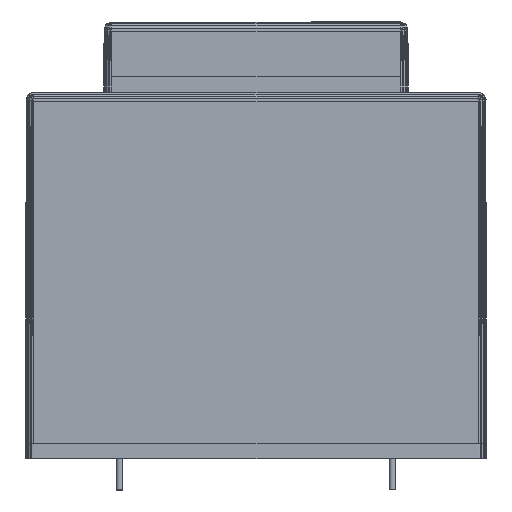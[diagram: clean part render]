
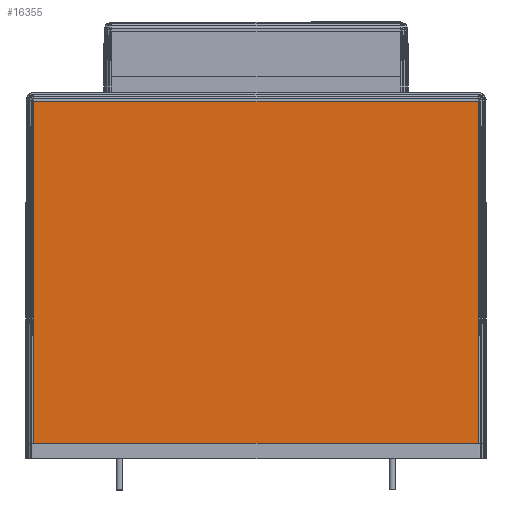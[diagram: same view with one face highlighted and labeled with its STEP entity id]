
A CAD part, front view. The second image highlights one B-rep face of the part: STEP entity #16355.
In plain terms, the highlighted face is planar.
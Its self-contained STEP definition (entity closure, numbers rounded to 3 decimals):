
#999=PLANE('',#18431);
#2184=FACE_OUTER_BOUND('',#3491,.T.);
#3491=EDGE_LOOP('',(#12513,#12514,#12515,#12516));
#4946=LINE('',#25903,#6702);
#5096=LINE('',#26202,#6852);
#5137=LINE('',#26281,#6893);
#5139=LINE('',#26284,#6895);
#6702=VECTOR('',#20977,1.);
#6852=VECTOR('',#21275,1.);
#6893=VECTOR('',#21374,1.);
#6895=VECTOR('',#21378,1.);
#8331=VERTEX_POINT('',#25900);
#8332=VERTEX_POINT('',#25902);
#8385=VERTEX_POINT('',#26118);
#8407=VERTEX_POINT('',#26201);
#9611=EDGE_CURVE('',#8331,#8332,#4946,.T.);
#9761=EDGE_CURVE('',#8385,#8407,#5096,.T.);
#9802=EDGE_CURVE('',#8385,#8331,#5137,.T.);
#9804=EDGE_CURVE('',#8407,#8332,#5139,.T.);
#12513=ORIENTED_EDGE('',*,*,#9802,.F.);
#12514=ORIENTED_EDGE('',*,*,#9761,.T.);
#12515=ORIENTED_EDGE('',*,*,#9804,.T.);
#12516=ORIENTED_EDGE('',*,*,#9611,.F.);
#16355=ADVANCED_FACE('',(#2184),#999,.T.);
#18431=AXIS2_PLACEMENT_3D('',#26283,#21376,#21377);
#20977=DIRECTION('',(0.,0.,1.));
#21275=DIRECTION('',(0.,0.,1.));
#21374=DIRECTION('',(0.,1.,0.));
#21376=DIRECTION('center_axis',(-1.,0.,
0.));
#21377=DIRECTION('ref_axis',(0.,0.,
-1.));
#21378=DIRECTION('',(0.,1.,0.));
#25900=CARTESIAN_POINT('',(0.,58.,2.));
#25902=CARTESIAN_POINT('',(0.015,58.,45.826));
#25903=CARTESIAN_POINT('',(0.,58.,2.));
#26118=CARTESIAN_POINT('',(0.,1.,2.));
#26201=CARTESIAN_POINT('',(0.015,1.,45.826));
#26202=CARTESIAN_POINT('',(0.,1.,2.));
#26281=CARTESIAN_POINT('',(0.,1.,2.));
#26283=CARTESIAN_POINT('Origin',(0.008,29.5,23.913));
#26284=CARTESIAN_POINT('',(0.015,1.,45.826));
